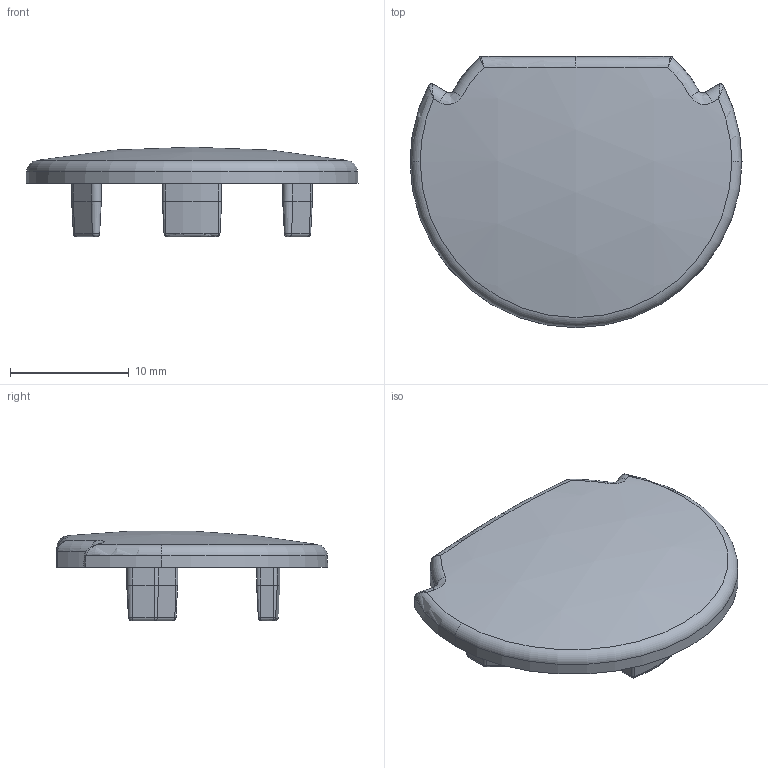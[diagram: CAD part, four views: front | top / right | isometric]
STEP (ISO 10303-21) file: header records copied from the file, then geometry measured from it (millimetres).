
FILE_DESCRIPTION(('STEP AP214'),'1');
FILE_NAME('fath_099rv28cc02.stp','2017-04-24T02:21:09',('TraceParts'),('TraceParts S.A.'),'Spatial InterOp 3D',' ',' ');
FILE_SCHEMA(('automotive_design'));
Length unit declared in the file: millimetre
Products named in the file (1): fath_099rv28cc02
Bounding box: 28 x 22.9 x 7.55 mm (x, y, z)
Volume: 989.3 mm3; surface area: 1410.1 mm2
Topology: 1 solids, 1 shells, 177 faces, 407 edges, 228 vertices
Faces by surface type: torus 52, bspline 40, plane 30, cone 28, cylinder 25, sphere 2
Entity records: 8483 total; most frequent: CARTESIAN_POINT 3287, ORIENTED_EDGE 798, DIRECTION 792, EDGE_CURVE 399, AXIS2_PLACEMENT_3D 345, VERTEX_POINT 228, CIRCLE 207, EDGE_LOOP 181
